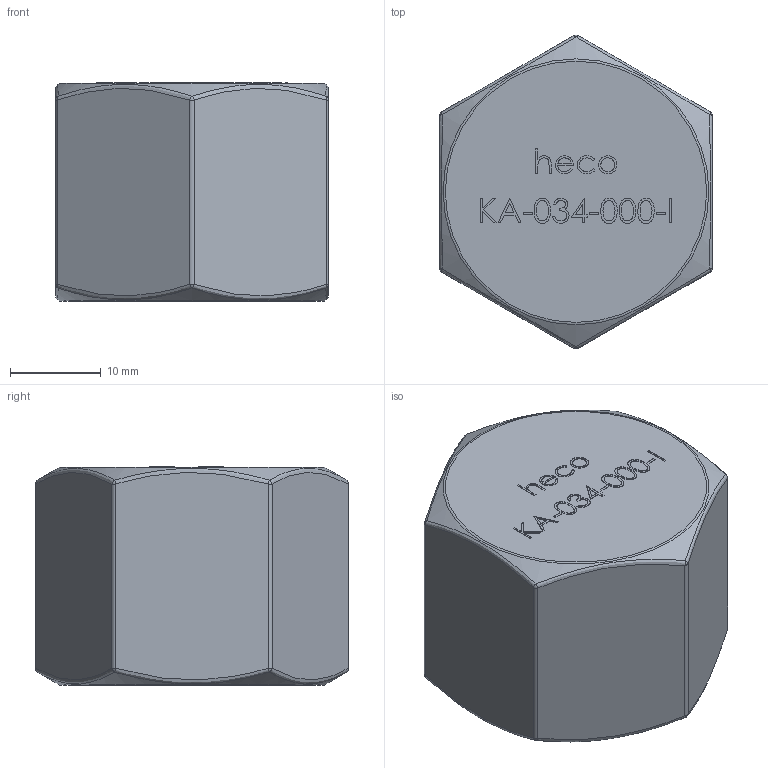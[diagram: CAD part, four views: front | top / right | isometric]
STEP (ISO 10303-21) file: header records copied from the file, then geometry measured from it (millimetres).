
FILE_DESCRIPTION (( 'STEP AP214' ), '1' );
FILE_NAME ('KA-034-000-I 2310.STEP', '2023-10-10T08:00:15', ( '' ), ( '' ), 'SwSTEP 2.0', 'SolidWorks 2019', '' );
FILE_SCHEMA (( 'AUTOMOTIVE_DESIGN' ));
Length unit declared in the file: millimetre
Products named in the file (1): KA-034-000-I 2310
Bounding box: 30 x 34.49 x 24.04 mm (x, y, z)
Volume: 9402.8 mm3; surface area: 5368.9 mm2
Topology: 1 solids, 1 shells, 222 faces, 555 edges, 356 vertices
Faces by surface type: plane 100, bspline 97, sphere 12, cylinder 7, cone 3, torus 3
Full cylindrical faces by diameter (mm): 24.117 x1
Entity records: 14389 total; most frequent: CARTESIAN_POINT 7756, ORIENTED_EDGE 1072, DIRECTION 638, EDGE_CURVE 536, VERTEX_POINT 348, LINE 298, VECTOR 298, EDGE_LOOP 254
